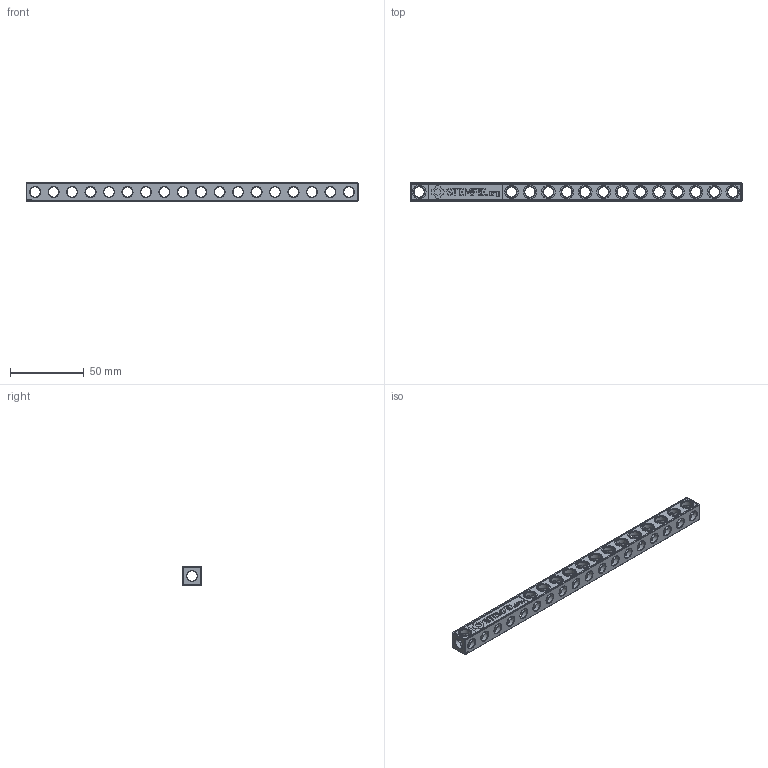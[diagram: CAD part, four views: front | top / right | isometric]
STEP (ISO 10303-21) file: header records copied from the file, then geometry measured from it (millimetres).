
FILE_DESCRIPTION(('FreeCAD Model'),'2;1');
FILE_NAME('Open CASCADE Shape Model','2023-11-10T18:46:10',(''),(''), 'Open CASCADE STEP processor 7.6','FreeCAD','Unknown');
FILE_SCHEMA(('AUTOMOTIVE_DESIGN { 1 0 10303 214 1 1 1 1 }'));
Products named in the file (1): Sign URL BEM STR ESS BU18x01x01 - SPN-SGN-0024 (stemfie.org)
Bounding box: 225 x 12.5 x 12.5 mm (x, y, z)
Volume: 17508 mm3; surface area: 16187.6 mm2
Topology: 1 solids, 1 shells, 869 faces, 2624 edges, 1750 vertices
Faces by surface type: plane 574, extrusion 120, cylinder 105, cone 70
Full cylindrical faces by diameter (mm): 7 x91, 9.2 x14
Entity records: 69453 total; most frequent: CARTESIAN_POINT 18862, DIRECTION 8733, VECTOR 6050, LINE 5930, ORIENTED_EDGE 5248, PCURVE 5248, DEFINITIONAL_REPRESENTATION 5248, EDGE_CURVE 2624
